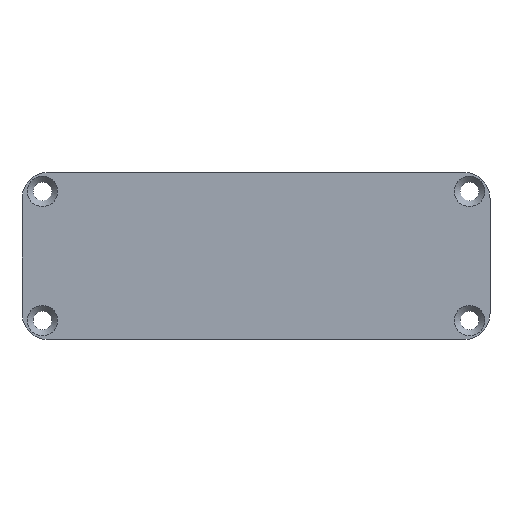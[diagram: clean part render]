
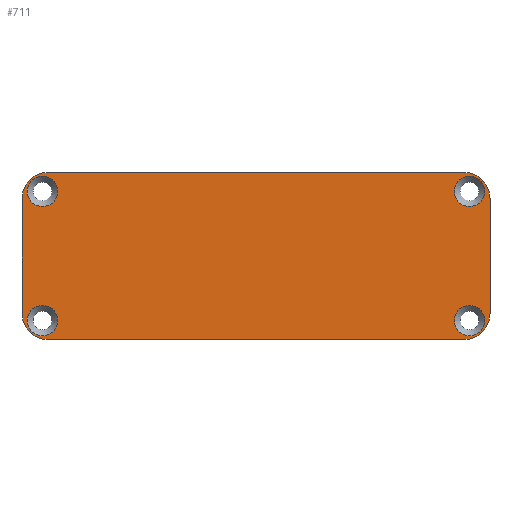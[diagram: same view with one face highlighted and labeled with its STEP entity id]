
A CAD part, top view. The second image highlights one B-rep face of the part: STEP entity #711.
In plain terms, the highlighted planar face has unit normal (0, 0, 1).
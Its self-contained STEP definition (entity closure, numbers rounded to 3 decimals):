
#94=CARTESIAN_POINT('',(-30.041,-19.606,1.15));
#95=VERTEX_POINT('',#94);
#96=CARTESIAN_POINT('',(-32.341,-19.606,1.15));
#97=DIRECTION('',(0.0,0.0,-1.0));
#98=DIRECTION('',(1.0,0.0,0.0));
#99=AXIS2_PLACEMENT_3D('',#96,#97,#98);
#100=CIRCLE('',#99,2.3);
#101=EDGE_CURVE('',#95,#95,#100,.T.);
#184=CARTESIAN_POINT('',(34.759,-19.606,1.15));
#185=VERTEX_POINT('',#184);
#186=CARTESIAN_POINT('',(32.459,-19.606,1.15));
#187=DIRECTION('',(0.0,0.0,-1.0));
#188=DIRECTION('',(1.0,0.0,0.0));
#189=AXIS2_PLACEMENT_3D('',#186,#187,#188);
#190=CIRCLE('',#189,2.3);
#191=EDGE_CURVE('',#185,#185,#190,.T.);
#274=CARTESIAN_POINT('',(34.759,-0.006,1.15));
#275=VERTEX_POINT('',#274);
#276=CARTESIAN_POINT('',(32.459,-0.006,1.15));
#277=DIRECTION('',(0.0,0.0,-1.0));
#278=DIRECTION('',(1.0,0.0,0.0));
#279=AXIS2_PLACEMENT_3D('',#276,#277,#278);
#280=CIRCLE('',#279,2.3);
#281=EDGE_CURVE('',#275,#275,#280,.T.);
#364=CARTESIAN_POINT('',(-30.041,-0.006,1.15));
#365=VERTEX_POINT('',#364);
#366=CARTESIAN_POINT('',(-32.341,-0.006,1.15));
#367=DIRECTION('',(0.0,0.0,-1.0));
#368=DIRECTION('',(1.0,0.0,0.0));
#369=AXIS2_PLACEMENT_3D('',#366,#367,#368);
#370=CIRCLE('',#369,2.3);
#371=EDGE_CURVE('',#365,#365,#370,.T.);
#433=CARTESIAN_POINT('',(-35.441,-18.506,1.15));
#434=VERTEX_POINT('',#433);
#435=CARTESIAN_POINT('',(-35.441,-1.106,1.15));
#436=VERTEX_POINT('',#435);
#437=CARTESIAN_POINT('',(-35.441,-18.506,1.15));
#438=DIRECTION('',(0.0,1.0,0.0));
#439=VECTOR('',#438,17.4);
#440=LINE('',#437,#439);
#441=EDGE_CURVE('',#434,#436,#440,.T.);
#473=CARTESIAN_POINT('',(-31.441,2.894,1.15));
#474=VERTEX_POINT('',#473);
#475=CARTESIAN_POINT('',(-31.441,-1.106,1.15));
#476=DIRECTION('',(0.0,0.0,-1.0));
#477=DIRECTION('',(0.0,-1.0,0.0));
#478=AXIS2_PLACEMENT_3D('',#475,#476,#477);
#479=CIRCLE('',#478,4.);
#480=EDGE_CURVE('',#436,#474,#479,.T.);
#506=CARTESIAN_POINT('',(31.559,2.894,1.15));
#507=VERTEX_POINT('',#506);
#508=CARTESIAN_POINT('',(-31.441,2.894,1.15));
#509=DIRECTION('',(1.0,0.0,0.0));
#510=VECTOR('',#509,63.);
#511=LINE('',#508,#510);
#512=EDGE_CURVE('',#474,#507,#511,.T.);
#537=CARTESIAN_POINT('',(35.559,-1.106,1.15));
#538=VERTEX_POINT('',#537);
#539=CARTESIAN_POINT('',(31.559,-1.106,1.15));
#540=DIRECTION('',(0.0,0.0,-1.0));
#541=DIRECTION('',(-1.0,0.0,0.0));
#542=AXIS2_PLACEMENT_3D('',#539,#540,#541);
#543=CIRCLE('',#542,4.);
#544=EDGE_CURVE('',#507,#538,#543,.T.);
#570=CARTESIAN_POINT('',(35.559,-18.506,1.15));
#571=VERTEX_POINT('',#570);
#572=CARTESIAN_POINT('',(35.559,-1.106,1.15));
#573=DIRECTION('',(0.0,-1.0,0.0));
#574=VECTOR('',#573,17.4);
#575=LINE('',#572,#574);
#576=EDGE_CURVE('',#538,#571,#575,.T.);
#601=CARTESIAN_POINT('',(31.559,-22.506,1.15));
#602=VERTEX_POINT('',#601);
#603=CARTESIAN_POINT('',(31.559,-18.506,1.15));
#604=DIRECTION('',(0.0,0.0,-1.0));
#605=DIRECTION('',(0.0,1.0,0.0));
#606=AXIS2_PLACEMENT_3D('',#603,#604,#605);
#607=CIRCLE('',#606,4.);
#608=EDGE_CURVE('',#571,#602,#607,.T.);
#634=CARTESIAN_POINT('',(-31.441,-22.506,1.15));
#635=VERTEX_POINT('',#634);
#636=CARTESIAN_POINT('',(31.559,-22.506,1.15));
#637=DIRECTION('',(-1.0,0.0,0.0));
#638=VECTOR('',#637,63.);
#639=LINE('',#636,#638);
#640=EDGE_CURVE('',#602,#635,#639,.T.);
#665=CARTESIAN_POINT('',(-31.441,-18.506,1.15));
#666=DIRECTION('',(0.0,0.0,-1.0));
#667=DIRECTION('',(1.0,0.0,0.0));
#668=AXIS2_PLACEMENT_3D('',#665,#666,#667);
#669=CIRCLE('',#668,4.);
#670=EDGE_CURVE('',#635,#434,#669,.T.);
#684=CARTESIAN_POINT('',(0.059,-9.806,1.15));
#685=DIRECTION('',(0.0,0.0,1.0));
#686=DIRECTION('',(1.0,0.0,0.0));
#687=AXIS2_PLACEMENT_3D('',#684,#685,#686);
#688=PLANE('',#687);
#689=ORIENTED_EDGE('',*,*,#441,.F.);
#690=ORIENTED_EDGE('',*,*,#670,.F.);
#691=ORIENTED_EDGE('',*,*,#640,.F.);
#692=ORIENTED_EDGE('',*,*,#608,.F.);
#693=ORIENTED_EDGE('',*,*,#576,.F.);
#694=ORIENTED_EDGE('',*,*,#544,.F.);
#695=ORIENTED_EDGE('',*,*,#512,.F.);
#696=ORIENTED_EDGE('',*,*,#480,.F.);
#697=EDGE_LOOP('',(#689,#690,#691,#692,#693,#694,#695,#696));
#698=FACE_OUTER_BOUND('',#697,.T.);
#699=ORIENTED_EDGE('',*,*,#101,.T.);
#700=EDGE_LOOP('',(#699));
#701=FACE_BOUND('',#700,.T.);
#702=ORIENTED_EDGE('',*,*,#191,.T.);
#703=EDGE_LOOP('',(#702));
#704=FACE_BOUND('',#703,.T.);
#705=ORIENTED_EDGE('',*,*,#281,.T.);
#706=EDGE_LOOP('',(#705));
#707=FACE_BOUND('',#706,.T.);
#708=ORIENTED_EDGE('',*,*,#371,.T.);
#709=EDGE_LOOP('',(#708));
#710=FACE_BOUND('',#709,.T.);
#711=ADVANCED_FACE('',(#698,#701,#704,#707,#710),#688,.T.);
